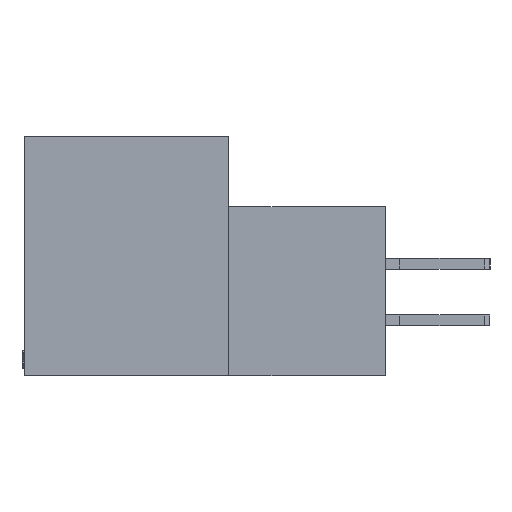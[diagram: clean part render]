
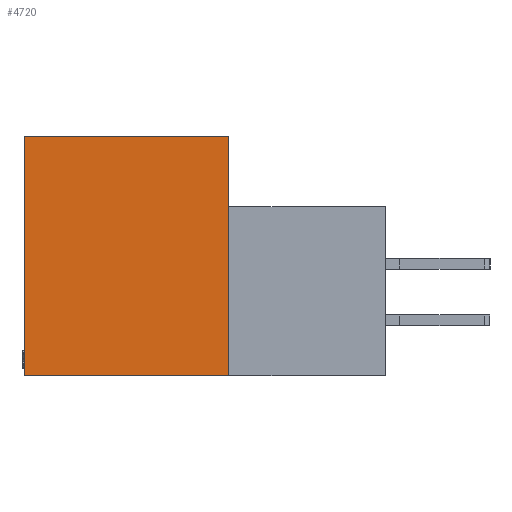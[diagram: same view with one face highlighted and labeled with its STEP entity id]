
A CAD part, left-side view. The second image highlights one B-rep face of the part: STEP entity #4720.
In plain terms, the highlighted planar face has unit normal (-1, 0, 0).
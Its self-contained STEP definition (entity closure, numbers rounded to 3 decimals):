
#2208 = LINE ( 'NONE', #23875, #21533 ) ;
#2525 = CARTESIAN_POINT ( 'NONE',  ( 0., 11.506, 0. ) ) ;
#2702 = CARTESIAN_POINT ( 'NONE',  ( 0., 0., 0. ) ) ;
#3599 = DIRECTION ( 'NONE',  ( 0., -1., 0. ) ) ;
#4720 = ADVANCED_FACE ( 'NONE', ( #30370 ), #41137, .F. ) ;
#4791 = VECTOR ( 'NONE', #43666, 1000. ) ;
#6215 = DIRECTION ( 'NONE',  ( 1., 0., 0. ) ) ;
#6743 = EDGE_CURVE ( 'NONE', #27697, #18906, #9767, .T. ) ;
#7962 = LINE ( 'NONE', #2525, #16752 ) ;
#8916 = ORIENTED_EDGE ( 'NONE', *, *, #6743, .F. ) ;
#9339 = CARTESIAN_POINT ( 'NONE',  ( 0., 0., 0. ) ) ;
#9767 = LINE ( 'NONE', #43955, #4791 ) ;
#11864 = EDGE_CURVE ( 'NONE', #20173, #27697, #2208, .T. ) ;
#12837 = CARTESIAN_POINT ( 'NONE',  ( 0., 0., -13.487 ) ) ;
#15648 = ORIENTED_EDGE ( 'NONE', *, *, #11864, .F. ) ;
#16619 = DIRECTION ( 'NONE',  ( 0., 0., 1. ) ) ;
#16752 = VECTOR ( 'NONE', #3599, 1000. ) ;
#18906 = VERTEX_POINT ( 'NONE', #23103 ) ;
#19804 = LINE ( 'NONE', #20052, #45264 ) ;
#20052 = CARTESIAN_POINT ( 'NONE',  ( 0., 11.506, -13.487 ) ) ;
#20173 = VERTEX_POINT ( 'NONE', #9339 ) ;
#21533 = VECTOR ( 'NONE', #27263, 1000. ) ;
#23103 = CARTESIAN_POINT ( 'NONE',  ( 0., 11.506, -13.487 ) ) ;
#23875 = CARTESIAN_POINT ( 'NONE',  ( 0., 0., 0. ) ) ;
#25071 = EDGE_CURVE ( 'NONE', #18906, #40673, #19804, .T. ) ;
#27069 = DIRECTION ( 'NONE',  ( 0., 0., -1. ) ) ;
#27263 = DIRECTION ( 'NONE',  ( 0., 0., -1. ) ) ;
#27697 = VERTEX_POINT ( 'NONE', #12837 ) ;
#30370 = FACE_OUTER_BOUND ( 'NONE', #33597, .T. ) ;
#33597 = EDGE_LOOP ( 'NONE', ( #8916, #15648, #42419, #36559 ) ) ;
#35752 = EDGE_CURVE ( 'NONE', #40673, #20173, #7962, .T. ) ;
#36559 = ORIENTED_EDGE ( 'NONE', *, *, #25071, .F. ) ;
#38733 = AXIS2_PLACEMENT_3D ( 'NONE', #2702, #6215, #27069 ) ;
#40673 = VERTEX_POINT ( 'NONE', #42870 ) ;
#41137 = PLANE ( 'NONE',  #38733 ) ;
#42419 = ORIENTED_EDGE ( 'NONE', *, *, #35752, .F. ) ;
#42870 = CARTESIAN_POINT ( 'NONE',  ( 0., 11.506, 0. ) ) ;
#43666 = DIRECTION ( 'NONE',  ( 0., 1., 0. ) ) ;
#43955 = CARTESIAN_POINT ( 'NONE',  ( 0., -8.814, -13.487 ) ) ;
#45264 = VECTOR ( 'NONE', #16619, 1000. ) ;
